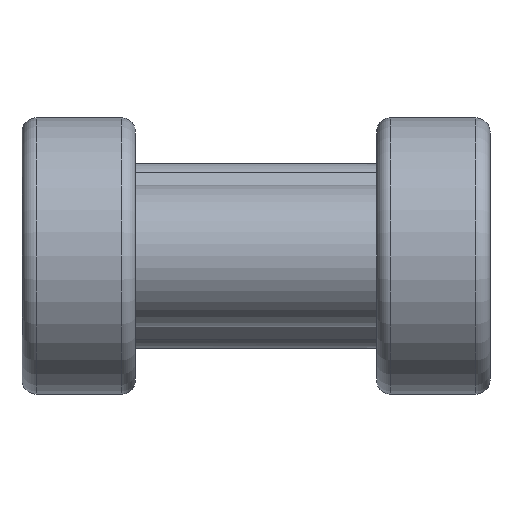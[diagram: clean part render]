
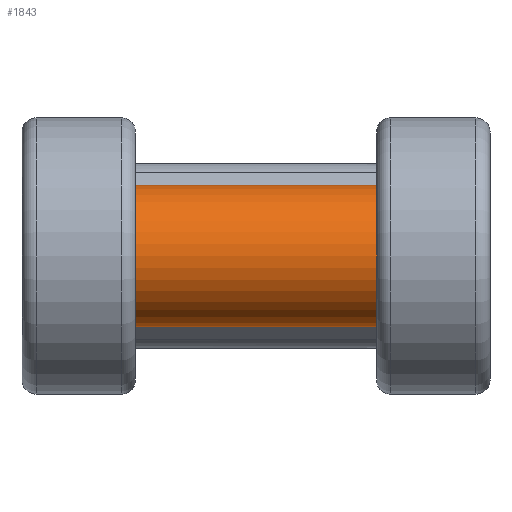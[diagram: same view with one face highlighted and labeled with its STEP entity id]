
A CAD part, front view. The second image highlights one B-rep face of the part: STEP entity #1843.
In plain terms, the highlighted cylindrical face has radius 10 mm (diameter 20 mm), a full revolution.
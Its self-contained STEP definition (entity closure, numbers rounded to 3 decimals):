
#1843=ADVANCED_FACE('',(#2208,#2209),#2163,.T.);
#2163=CYLINDRICAL_SURFACE('',#5712,10.);
#2208=FACE_BOUND('',#2245,.T.);
#2209=FACE_BOUND('',#2246,.T.);
#2245=EDGE_LOOP('',(#2596));
#2246=EDGE_LOOP('',(#2597));
#2596=ORIENTED_EDGE('',*,*,#4744,.F.);
#2597=ORIENTED_EDGE('',*,*,#4745,.T.);
#4222=VERTEX_POINT('',#7198);
#4223=VERTEX_POINT('',#7200);
#4744=EDGE_CURVE('',#4222,#4222,#5557,.T.);
#4745=EDGE_CURVE('',#4223,#4223,#5558,.T.);
#5557=CIRCLE('',#5710,10.);
#5558=CIRCLE('',#5711,10.);
#5710=AXIS2_PLACEMENT_3D('',#7197,#6062,#6063);
#5711=AXIS2_PLACEMENT_3D('',#7199,#6064,#6065);
#5712=AXIS2_PLACEMENT_3D('',#7201,#6066,#6067);
#6062=DIRECTION('',(-1.,0.,0.));
#6063=DIRECTION('',(0.,0.,1.));
#6064=DIRECTION('',(-1.,0.,0.));
#6065=DIRECTION('',(0.,0.,1.));
#6066=DIRECTION('',(1.,0.,0.));
#6067=DIRECTION('',(0.,0.,-1.));
#7197=CARTESIAN_POINT('',(-33.,19.5,0.));
#7198=CARTESIAN_POINT('',(-33.,19.5,10.));
#7199=CARTESIAN_POINT('',(33.,19.5,0.));
#7200=CARTESIAN_POINT('',(33.,19.5,10.));
#7201=CARTESIAN_POINT('',(-33.,19.5,0.));
